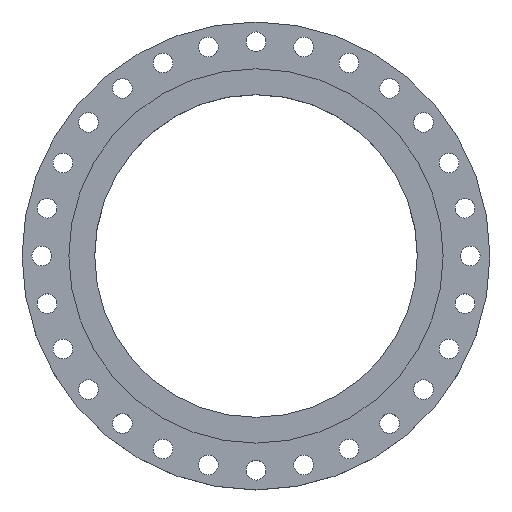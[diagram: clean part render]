
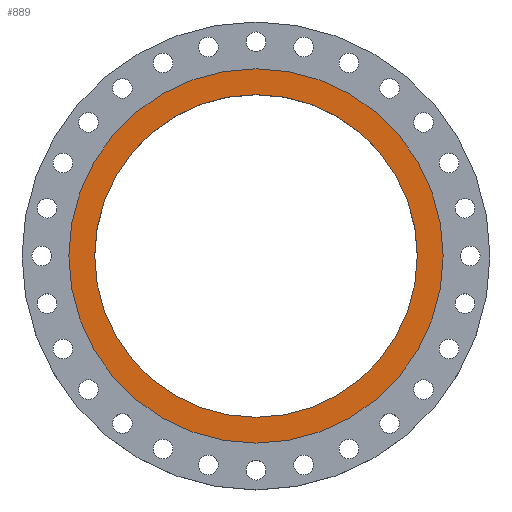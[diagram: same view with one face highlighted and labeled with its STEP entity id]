
A CAD part, top view. The second image highlights one B-rep face of the part: STEP entity #889.
In plain terms, the highlighted planar face has unit normal (0, 0, 1).
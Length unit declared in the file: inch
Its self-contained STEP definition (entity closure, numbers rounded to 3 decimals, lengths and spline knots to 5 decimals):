
#12 = EDGE_CURVE ( 'NONE', #1394, #1462, #1323, .T. ) ;
#122 = EDGE_CURVE ( 'NONE', #352, #815, #2328, .T. ) ;
#260 = DIRECTION ( 'NONE',  ( 1., 0., 0. ) ) ;
#301 = CIRCLE ( 'NONE', #1749, 16.375 ) ;
#308 = DIRECTION ( 'NONE',  ( 0., 0., 1. ) ) ;
#352 = VERTEX_POINT ( 'NONE', #2562 ) ;
#449 = CARTESIAN_POINT ( 'NONE',  ( 0., 16.375, 0. ) ) ;
#518 = CARTESIAN_POINT ( 'NONE',  ( -19., 0., 0. ) ) ;
#630 = ORIENTED_EDGE ( 'NONE', *, *, #1692, .F. ) ;
#815 = VERTEX_POINT ( 'NONE', #1985 ) ;
#872 = CARTESIAN_POINT ( 'NONE',  ( 0., 0., 0. ) ) ;
#889 = ADVANCED_FACE ( 'NONE', ( #1009, #1409 ), #1202, .F. ) ;
#903 = CARTESIAN_POINT ( 'NONE',  ( 0., 0., 0. ) ) ;
#921 = ORIENTED_EDGE ( 'NONE', *, *, #122, .F. ) ;
#950 = DIRECTION ( 'NONE',  ( 1., 0., 0. ) ) ;
#953 = EDGE_LOOP ( 'NONE', ( #630, #921 ) ) ;
#954 = AXIS2_PLACEMENT_3D ( 'NONE', #449, #2437, #1240 ) ;
#990 = EDGE_CURVE ( 'NONE', #1462, #1394, #1242, .T. ) ;
#1009 = FACE_BOUND ( 'NONE', #953, .T. ) ;
#1030 = AXIS2_PLACEMENT_3D ( 'NONE', #872, #1861, #2032 ) ;
#1124 = AXIS2_PLACEMENT_3D ( 'NONE', #903, #1696, #1513 ) ;
#1202 = PLANE ( 'NONE',  #954 ) ;
#1240 = DIRECTION ( 'NONE',  ( -1., 0., 0. ) ) ;
#1242 = CIRCLE ( 'NONE', #1124, 19. ) ;
#1282 = AXIS2_PLACEMENT_3D ( 'NONE', #1690, #308, #950 ) ;
#1323 = CIRCLE ( 'NONE', #1030, 19. ) ;
#1394 = VERTEX_POINT ( 'NONE', #518 ) ;
#1409 = FACE_OUTER_BOUND ( 'NONE', #1611, .T. ) ;
#1436 = DIRECTION ( 'NONE',  ( 0., 0., 1. ) ) ;
#1462 = VERTEX_POINT ( 'NONE', #1983 ) ;
#1513 = DIRECTION ( 'NONE',  ( 1., 0., 0. ) ) ;
#1611 = EDGE_LOOP ( 'NONE', ( #1626, #2078 ) ) ;
#1626 = ORIENTED_EDGE ( 'NONE', *, *, #990, .T. ) ;
#1690 = CARTESIAN_POINT ( 'NONE',  ( 0., 0., 0. ) ) ;
#1692 = EDGE_CURVE ( 'NONE', #815, #352, #301, .T. ) ;
#1696 = DIRECTION ( 'NONE',  ( 0., 0., 1. ) ) ;
#1749 = AXIS2_PLACEMENT_3D ( 'NONE', #1809, #1436, #260 ) ;
#1809 = CARTESIAN_POINT ( 'NONE',  ( 0., 0., 0. ) ) ;
#1861 = DIRECTION ( 'NONE',  ( 0., 0., 1. ) ) ;
#1983 = CARTESIAN_POINT ( 'NONE',  ( 19., 0., 0. ) ) ;
#1985 = CARTESIAN_POINT ( 'NONE',  ( 16.375, 0., 0. ) ) ;
#2032 = DIRECTION ( 'NONE',  ( 1., 0., 0. ) ) ;
#2078 = ORIENTED_EDGE ( 'NONE', *, *, #12, .T. ) ;
#2328 = CIRCLE ( 'NONE', #1282, 16.375 ) ;
#2437 = DIRECTION ( 'NONE',  ( 0., 0., -1. ) ) ;
#2562 = CARTESIAN_POINT ( 'NONE',  ( -16.375, 0., 0. ) ) ;
